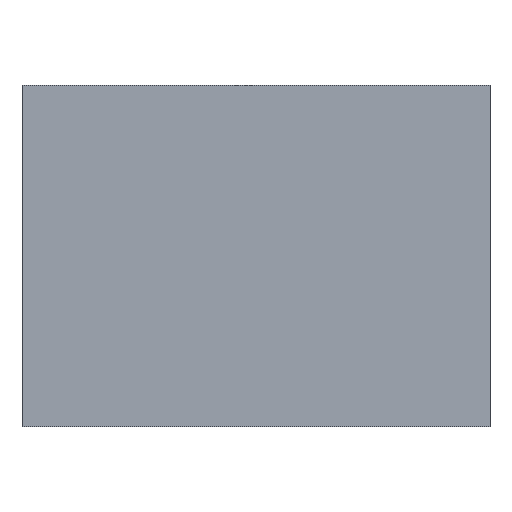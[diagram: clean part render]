
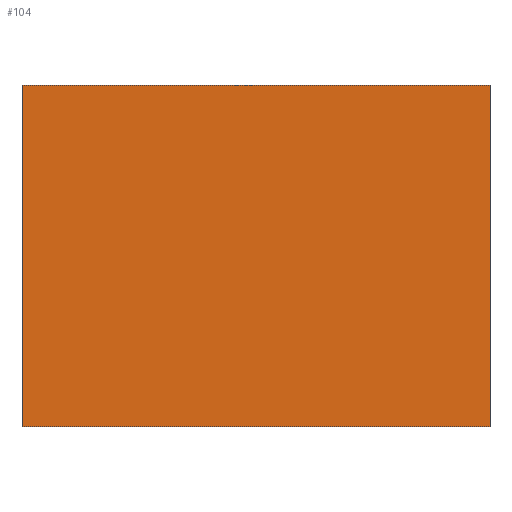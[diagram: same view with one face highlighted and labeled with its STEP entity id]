
A CAD part, front view. The second image highlights one B-rep face of the part: STEP entity #104.
In plain terms, the highlighted planar face has unit normal (0, -1, 0).
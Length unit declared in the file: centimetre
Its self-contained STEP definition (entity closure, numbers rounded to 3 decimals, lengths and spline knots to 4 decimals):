
#2 = VERTEX_POINT ( 'NONE', #213 ) ;
#3 = PLANE ( 'NONE',  #190 ) ;
#7 = VECTOR ( 'NONE', #483, 100. ) ;
#35 = CARTESIAN_POINT ( 'NONE',  ( 4.25, 0., 3.1 ) ) ;
#53 = EDGE_CURVE ( 'NONE', #273, #2, #381, .T. ) ;
#72 = CARTESIAN_POINT ( 'NONE',  ( -4.25, 0., 3.1 ) ) ;
#90 = VECTOR ( 'NONE', #149, 100. ) ;
#104 = ADVANCED_FACE ( 'NONE', ( #468 ), #3, .T. ) ;
#109 = CARTESIAN_POINT ( 'NONE',  ( -4.25, 0., 3.1 ) ) ;
#111 = EDGE_CURVE ( 'NONE', #136, #273, #184, .T. ) ;
#125 = ORIENTED_EDGE ( 'NONE', *, *, #111, .F. ) ;
#135 = LINE ( 'NONE', #401, #301 ) ;
#136 = VERTEX_POINT ( 'NONE', #109 ) ;
#149 = DIRECTION ( 'NONE',  ( 0., 0., -1. ) ) ;
#159 = VERTEX_POINT ( 'NONE', #415 ) ;
#184 = LINE ( 'NONE', #72, #333 ) ;
#190 = AXIS2_PLACEMENT_3D ( 'NONE', #471, #279, #219 ) ;
#213 = CARTESIAN_POINT ( 'NONE',  ( 4.25, 0., -3.1 ) ) ;
#219 = DIRECTION ( 'NONE',  ( 0., 0., -1. ) ) ;
#264 = ORIENTED_EDGE ( 'NONE', *, *, #53, .F. ) ;
#273 = VERTEX_POINT ( 'NONE', #322 ) ;
#279 = DIRECTION ( 'NONE',  ( 0., -1., 0. ) ) ;
#284 = EDGE_CURVE ( 'NONE', #2, #159, #446, .T. ) ;
#287 = DIRECTION ( 'NONE',  ( 0., 0., 1. ) ) ;
#301 = VECTOR ( 'NONE', #287, 100. ) ;
#317 = EDGE_CURVE ( 'NONE', #159, #136, #135, .T. ) ;
#320 = ORIENTED_EDGE ( 'NONE', *, *, #284, .F. ) ;
#322 = CARTESIAN_POINT ( 'NONE',  ( 4.25, 0., 3.1 ) ) ;
#333 = VECTOR ( 'NONE', #462, 100. ) ;
#363 = ORIENTED_EDGE ( 'NONE', *, *, #317, .F. ) ;
#365 = CARTESIAN_POINT ( 'NONE',  ( -4.25, 0., -3.1 ) ) ;
#381 = LINE ( 'NONE', #35, #90 ) ;
#397 = EDGE_LOOP ( 'NONE', ( #264, #125, #363, #320 ) ) ;
#401 = CARTESIAN_POINT ( 'NONE',  ( -4.25, 0., 3.1 ) ) ;
#415 = CARTESIAN_POINT ( 'NONE',  ( -4.25, 0., -3.1 ) ) ;
#446 = LINE ( 'NONE', #365, #7 ) ;
#462 = DIRECTION ( 'NONE',  ( 1., 0., 0. ) ) ;
#468 = FACE_OUTER_BOUND ( 'NONE', #397, .T. ) ;
#471 = CARTESIAN_POINT ( 'NONE',  ( 0., 0., 0. ) ) ;
#483 = DIRECTION ( 'NONE',  ( -1., 0., 0. ) ) ;
